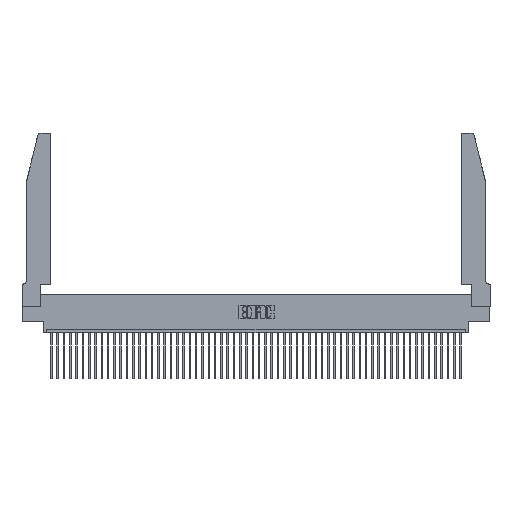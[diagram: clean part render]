
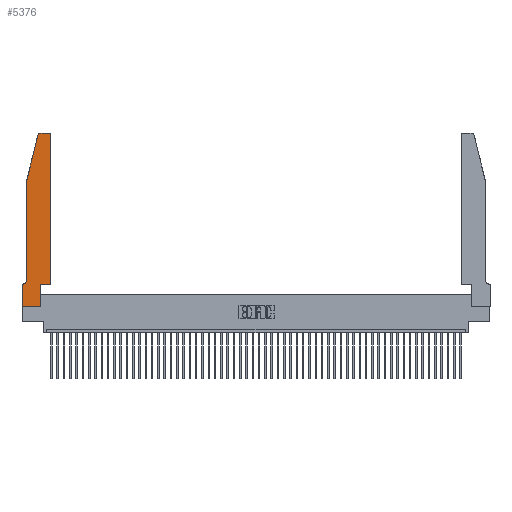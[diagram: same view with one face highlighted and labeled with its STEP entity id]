
A CAD part, top view. The second image highlights one B-rep face of the part: STEP entity #5376.
In plain terms, the highlighted planar face has unit normal (0, 0, 1).
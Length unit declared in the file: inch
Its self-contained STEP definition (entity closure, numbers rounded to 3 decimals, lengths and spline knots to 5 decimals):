
#689 = AXIS2_PLACEMENT_3D ( 'NONE', #23982, #15803, #31620 ) ;
#711 = FACE_OUTER_BOUND ( 'NONE', #30310, .T. ) ;
#928 = CARTESIAN_POINT ( 'NONE',  ( 0.0755, 0.42, 0.37 ) ) ;
#1273 = EDGE_CURVE ( 'NONE', #18743, #17138, #1524, .T. ) ;
#1524 = LINE ( 'NONE', #14487, #31931 ) ;
#3196 = VECTOR ( 'NONE', #10850, 39.37008 ) ;
#3465 = ORIENTED_EDGE ( 'NONE', *, *, #48795, .T. ) ;
#4625 = ORIENTED_EDGE ( 'NONE', *, *, #11255, .T. ) ;
#5376 = ADVANCED_FACE ( 'NONE', ( #711 ), #16608, .T. ) ;
#6788 = VERTEX_POINT ( 'NONE', #51083 ) ;
#6961 = LINE ( 'NONE', #20105, #18754 ) ;
#7851 = CARTESIAN_POINT ( 'NONE',  ( 0.2865, 0.35, 0.37 ) ) ;
#8192 = DIRECTION ( 'NONE',  ( 0., -1., 0. ) ) ;
#8568 = LINE ( 'NONE', #22476, #16038 ) ;
#8597 = AXIS2_PLACEMENT_3D ( 'NONE', #32135, #47441, #16373 ) ;
#9656 = DIRECTION ( 'NONE',  ( 1., 0., 0. ) ) ;
#10116 = CARTESIAN_POINT ( 'NONE',  ( 0.4505, 2.72, 0.37 ) ) ;
#10119 = LINE ( 'NONE', #22662, #15677 ) ;
#10850 = DIRECTION ( 'NONE',  ( 0., 1., 0. ) ) ;
#11255 = EDGE_CURVE ( 'NONE', #14879, #47422, #22903, .T. ) ;
#11898 = ORIENTED_EDGE ( 'NONE', *, *, #29972, .T. ) ;
#11981 = VERTEX_POINT ( 'NONE', #33469 ) ;
#12808 = EDGE_CURVE ( 'NONE', #19525, #14879, #25811, .T. ) ;
#13670 = LINE ( 'NONE', #30798, #3196 ) ;
#13916 = DIRECTION ( 'NONE',  ( 0., -1., 0. ) ) ;
#14012 = DIRECTION ( 'NONE',  ( 0., 0., -1. ) ) ;
#14395 = CARTESIAN_POINT ( 'NONE',  ( 0.0055, 0.35, 0.37 ) ) ;
#14487 = CARTESIAN_POINT ( 'NONE',  ( 0., 0., 0.37 ) ) ;
#14664 = DIRECTION ( 'NONE',  ( 1., 0., 0. ) ) ;
#14879 = VERTEX_POINT ( 'NONE', #14395 ) ;
#15677 = VECTOR ( 'NONE', #26859, 39.37008 ) ;
#15803 = DIRECTION ( 'NONE',  ( 0., 0., 1. ) ) ;
#15863 = EDGE_CURVE ( 'NONE', #6788, #32731, #10119, .T. ) ;
#16038 = VECTOR ( 'NONE', #8192, 39.37008 ) ;
#16039 = LINE ( 'NONE', #7851, #16638 ) ;
#16373 = DIRECTION ( 'NONE',  ( 1., 0., 0. ) ) ;
#16608 = PLANE ( 'NONE',  #26206 ) ;
#16638 = VECTOR ( 'NONE', #36586, 39.37008 ) ;
#17138 = VERTEX_POINT ( 'NONE', #37779 ) ;
#17298 = CARTESIAN_POINT ( 'NONE',  ( 0.4505, 0.35, 0.37 ) ) ;
#18743 = VERTEX_POINT ( 'NONE', #28885 ) ;
#18754 = VECTOR ( 'NONE', #36366, 39.37008 ) ;
#19182 = EDGE_CURVE ( 'NONE', #47422, #18743, #34033, .T. ) ;
#19525 = VERTEX_POINT ( 'NONE', #928 ) ;
#20105 = CARTESIAN_POINT ( 'NONE',  ( 0.0755, 2., 0.37 ) ) ;
#22051 = VERTEX_POINT ( 'NONE', #10116 ) ;
#22397 = EDGE_CURVE ( 'NONE', #23157, #30177, #25409, .T. ) ;
#22476 = CARTESIAN_POINT ( 'NONE',  ( 0.0755, 2., 0.37 ) ) ;
#22662 = CARTESIAN_POINT ( 'NONE',  ( 0.2605, 2.75, 0.37 ) ) ;
#22903 = LINE ( 'NONE', #43216, #32117 ) ;
#23157 = VERTEX_POINT ( 'NONE', #41279 ) ;
#23445 = CIRCLE ( 'NONE', #8597, 0.03 ) ;
#23810 = ORIENTED_EDGE ( 'NONE', *, *, #39927, .T. ) ;
#23982 = CARTESIAN_POINT ( 'NONE',  ( 0.284, 2.72, 0.37 ) ) ;
#25275 = DIRECTION ( 'NONE',  ( 0., 0., 1. ) ) ;
#25409 = LINE ( 'NONE', #39863, #50822 ) ;
#25811 = CIRCLE ( 'NONE', #51013, 0.07 ) ;
#26206 = AXIS2_PLACEMENT_3D ( 'NONE', #33402, #25275, #9656 ) ;
#26698 = EDGE_CURVE ( 'NONE', #17138, #23157, #16039, .T. ) ;
#26805 = VERTEX_POINT ( 'NONE', #41660 ) ;
#26859 = DIRECTION ( 'NONE',  ( -1., 0., 0. ) ) ;
#27609 = ORIENTED_EDGE ( 'NONE', *, *, #12808, .T. ) ;
#28435 = CARTESIAN_POINT ( 'NONE',  ( 0., 0.35, 0.37 ) ) ;
#28885 = CARTESIAN_POINT ( 'NONE',  ( 0., 0., 0.37 ) ) ;
#29657 = DIRECTION ( 'NONE',  ( -1., 0., 0. ) ) ;
#29972 = EDGE_CURVE ( 'NONE', #26805, #19525, #8568, .T. ) ;
#30177 = VERTEX_POINT ( 'NONE', #17298 ) ;
#30310 = EDGE_LOOP ( 'NONE', ( #30708, #23810, #50199, #11898, #27609, #4625, #31597, #34280, #49208, #36716, #34854, #3465 ) ) ;
#30708 = ORIENTED_EDGE ( 'NONE', *, *, #15863, .T. ) ;
#30798 = CARTESIAN_POINT ( 'NONE',  ( 0.4505, 0.35, 0.37 ) ) ;
#31597 = ORIENTED_EDGE ( 'NONE', *, *, #19182, .T. ) ;
#31620 = DIRECTION ( 'NONE',  ( 1., 0., 0. ) ) ;
#31931 = VECTOR ( 'NONE', #14664, 39.37008 ) ;
#32117 = VECTOR ( 'NONE', #29657, 39.37008 ) ;
#32135 = CARTESIAN_POINT ( 'NONE',  ( 0.4205, 2.72, 0.37 ) ) ;
#32731 = VERTEX_POINT ( 'NONE', #50389 ) ;
#33259 = CARTESIAN_POINT ( 'NONE',  ( 0.0055, 0.42, 0.37 ) ) ;
#33402 = CARTESIAN_POINT ( 'NONE',  ( 0., 0.35, 0.37 ) ) ;
#33469 = CARTESIAN_POINT ( 'NONE',  ( 0.25487, 2.72718, 0.37 ) ) ;
#34033 = LINE ( 'NONE', #49821, #40228 ) ;
#34280 = ORIENTED_EDGE ( 'NONE', *, *, #1273, .T. ) ;
#34854 = ORIENTED_EDGE ( 'NONE', *, *, #43553, .T. ) ;
#36366 = DIRECTION ( 'NONE',  ( -0.239, -0.971, 0. ) ) ;
#36548 = DIRECTION ( 'NONE',  ( 1., 0., 0. ) ) ;
#36586 = DIRECTION ( 'NONE',  ( 0., 1., 0. ) ) ;
#36716 = ORIENTED_EDGE ( 'NONE', *, *, #22397, .T. ) ;
#37779 = CARTESIAN_POINT ( 'NONE',  ( 0.2865, 0., 0.37 ) ) ;
#39863 = CARTESIAN_POINT ( 'NONE',  ( 0.4505, 0.35, 0.37 ) ) ;
#39927 = EDGE_CURVE ( 'NONE', #32731, #11981, #51240, .T. ) ;
#40228 = VECTOR ( 'NONE', #13916, 39.37008 ) ;
#41279 = CARTESIAN_POINT ( 'NONE',  ( 0.2865, 0.35, 0.37 ) ) ;
#41660 = CARTESIAN_POINT ( 'NONE',  ( 0.0755, 2., 0.37 ) ) ;
#42774 = EDGE_CURVE ( 'NONE', #11981, #26805, #6961, .T. ) ;
#43216 = CARTESIAN_POINT ( 'NONE',  ( 0.0755, 0.35, 0.37 ) ) ;
#43553 = EDGE_CURVE ( 'NONE', #30177, #22051, #13670, .T. ) ;
#45224 = DIRECTION ( 'NONE',  ( -1., 0., 0. ) ) ;
#47422 = VERTEX_POINT ( 'NONE', #28435 ) ;
#47441 = DIRECTION ( 'NONE',  ( 0., 0., 1. ) ) ;
#48795 = EDGE_CURVE ( 'NONE', #22051, #6788, #23445, .T. ) ;
#49208 = ORIENTED_EDGE ( 'NONE', *, *, #26698, .T. ) ;
#49821 = CARTESIAN_POINT ( 'NONE',  ( 0., 0., 0.37 ) ) ;
#50199 = ORIENTED_EDGE ( 'NONE', *, *, #42774, .T. ) ;
#50389 = CARTESIAN_POINT ( 'NONE',  ( 0.284, 2.75, 0.37 ) ) ;
#50822 = VECTOR ( 'NONE', #36548, 39.37008 ) ;
#51013 = AXIS2_PLACEMENT_3D ( 'NONE', #33259, #14012, #45224 ) ;
#51083 = CARTESIAN_POINT ( 'NONE',  ( 0.4205, 2.75, 0.37 ) ) ;
#51240 = CIRCLE ( 'NONE', #689, 0.03 ) ;
